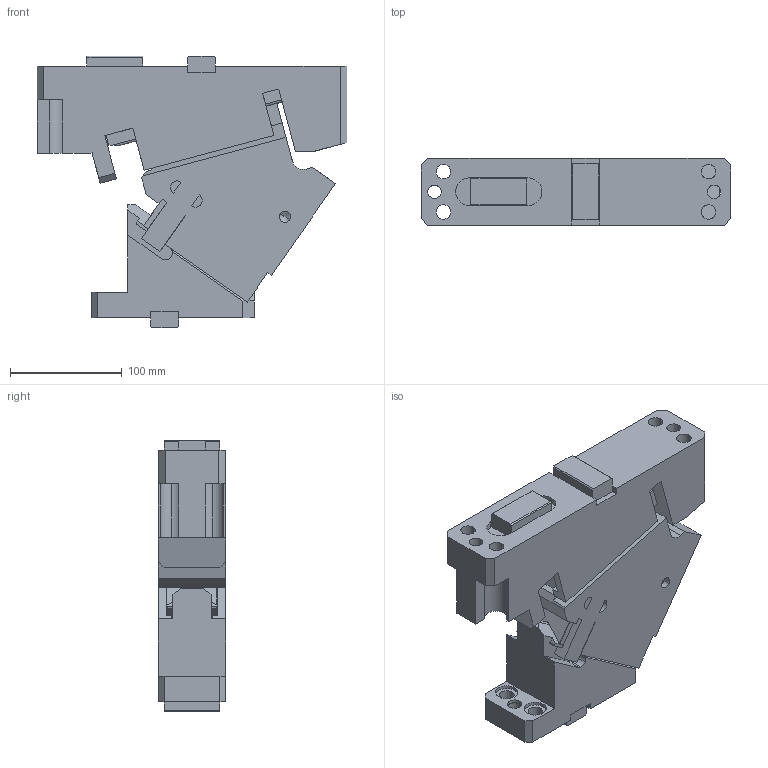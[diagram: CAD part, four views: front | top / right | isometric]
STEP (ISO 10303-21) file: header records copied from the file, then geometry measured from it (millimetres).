
FILE_DESCRIPTION(('CATIA V5 STEP Exchange'),'2;1');
FILE_NAME('CACV_60_35.stp','2015-04-24T14:08:49+00:00',('none'),('none'),'CATIA Version 5 Release 19 SP 2 (IN-10)','CATIA V5 STEP AP203','none');
FILE_SCHEMA(('CONFIG_CONTROL_DESIGN'));
Length unit declared in the file: millimetre
Products named in the file (1): CACV_60_35
Bounding box: 277 x 60 x 243 mm (x, y, z)
Volume: 2334363.5 mm3; surface area: 265003.1 mm2
Topology: 3 solids, 4 shells, 334 faces, 928 edges, 614 vertices
Faces by surface type: plane 230, cylinder 98, cone 6
Entity records: 11230 total; most frequent: CARTESIAN_POINT 2941, ORIENTED_EDGE 1844, DIRECTION 1425, EDGE_CURVE 922, VECTOR 704, LINE 704, VERTEX_POINT 614, AXIS2_PLACEMENT_3D 432
